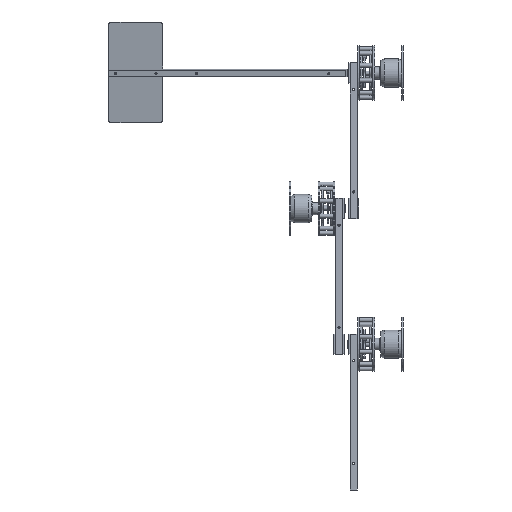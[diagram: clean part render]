
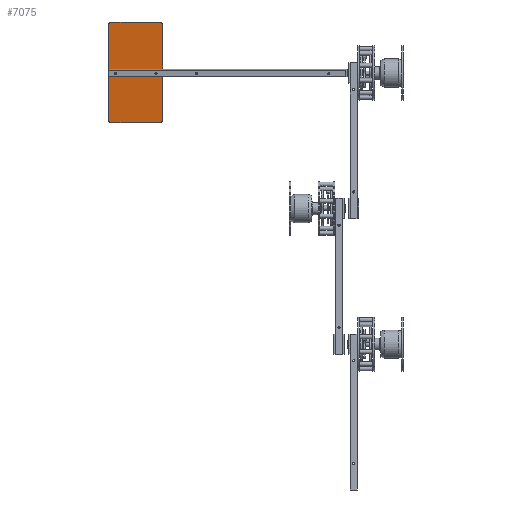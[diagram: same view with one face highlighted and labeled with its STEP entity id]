
A CAD part, front view. The second image highlights one B-rep face of the part: STEP entity #7075.
In plain terms, the highlighted face is planar.
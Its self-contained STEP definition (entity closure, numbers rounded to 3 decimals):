
#781=FACE_BOUND('',#1933,.T.);
#782=FACE_BOUND('',#1934,.T.);
#954=PLANE('',#8140);
#1325=FACE_OUTER_BOUND('',#1932,.T.);
#1932=EDGE_LOOP('',(#6538,#6539,#6540,#6541,#6542,#6543,#6544,#6545));
#1933=EDGE_LOOP('',(#6546));
#1934=EDGE_LOOP('',(#6547));
#2422=LINE('',#14481,#2921);
#2428=LINE('',#14496,#2927);
#2432=LINE('',#14510,#2931);
#2433=LINE('',#14512,#2932);
#2921=VECTOR('',#10317,10.);
#2927=VECTOR('',#10333,10.);
#2931=VECTOR('',#10351,10.);
#2932=VECTOR('',#10354,10.);
#3291=CIRCLE('',#8118,5.);
#3298=CIRCLE('',#8128,5.);
#3299=CIRCLE('',#8130,5.);
#3300=CIRCLE('',#8133,5.);
#3301=CIRCLE('',#8135,1.6);
#3302=CIRCLE('',#8137,1.6);
#3849=VERTEX_POINT('',#14453);
#3850=VERTEX_POINT('',#14454);
#3861=VERTEX_POINT('',#14480);
#3862=VERTEX_POINT('',#14484);
#3863=VERTEX_POINT('',#14488);
#3864=VERTEX_POINT('',#14489);
#3865=VERTEX_POINT('',#14494);
#3866=VERTEX_POINT('',#14498);
#3867=VERTEX_POINT('',#14502);
#3868=VERTEX_POINT('',#14506);
#4732=EDGE_CURVE('',#3849,#3850,#3291,.T.);
#4745=EDGE_CURVE('',#3861,#3850,#2422,.T.);
#4747=EDGE_CURVE('',#3861,#3862,#3298,.T.);
#4749=EDGE_CURVE('',#3863,#3864,#3299,.T.);
#4753=EDGE_CURVE('',#3863,#3865,#2428,.T.);
#4754=EDGE_CURVE('',#3866,#3865,#3300,.T.);
#4756=EDGE_CURVE('',#3867,#3867,#3301,.T.);
#4758=EDGE_CURVE('',#3868,#3868,#3302,.T.);
#4760=EDGE_CURVE('',#3849,#3864,#2432,.T.);
#4761=EDGE_CURVE('',#3866,#3862,#2433,.T.);
#6538=ORIENTED_EDGE('',*,*,#4732,.F.);
#6539=ORIENTED_EDGE('',*,*,#4760,.T.);
#6540=ORIENTED_EDGE('',*,*,#4749,.F.);
#6541=ORIENTED_EDGE('',*,*,#4753,.T.);
#6542=ORIENTED_EDGE('',*,*,#4754,.F.);
#6543=ORIENTED_EDGE('',*,*,#4761,.T.);
#6544=ORIENTED_EDGE('',*,*,#4747,.F.);
#6545=ORIENTED_EDGE('',*,*,#4745,.T.);
#6546=ORIENTED_EDGE('',*,*,#4758,.T.);
#6547=ORIENTED_EDGE('',*,*,#4756,.T.);
#7075=ADVANCED_FACE('',(#1325,#781,#782),#954,.T.);
#8118=AXIS2_PLACEMENT_3D('',#14455,#10293,#10294);
#8128=AXIS2_PLACEMENT_3D('',#14485,#10321,#10322);
#8130=AXIS2_PLACEMENT_3D('',#14490,#10326,#10327);
#8133=AXIS2_PLACEMENT_3D('',#14499,#10336,#10337);
#8135=AXIS2_PLACEMENT_3D('',#14503,#10341,#10342);
#8137=AXIS2_PLACEMENT_3D('',#14507,#10346,#10347);
#8140=AXIS2_PLACEMENT_3D('',#14513,#10355,#10356);
#10293=DIRECTION('center_axis',(0.,0.,-1.));
#10294=DIRECTION('ref_axis',(0.707,0.707,0.));
#10317=DIRECTION('',(0.,1.,0.));
#10321=DIRECTION('center_axis',(0.,0.,-1.));
#10322=DIRECTION('ref_axis',(0.707,-0.707,0.));
#10326=DIRECTION('center_axis',(0.,0.,-1.));
#10327=DIRECTION('ref_axis',(-0.707,0.707,0.));
#10333=DIRECTION('',(0.,-1.,0.));
#10336=DIRECTION('center_axis',(0.,0.,-1.));
#10337=DIRECTION('ref_axis',(-0.707,-0.707,0.));
#10341=DIRECTION('center_axis',(0.,0.,-1.));
#10342=DIRECTION('ref_axis',(1.,0.,0.));
#10346=DIRECTION('center_axis',(0.,0.,-1.));
#10347=DIRECTION('ref_axis',(1.,0.,0.));
#10351=DIRECTION('',(-1.,0.,0.));
#10354=DIRECTION('',(1.,0.,0.));
#10355=DIRECTION('center_axis',(0.,0.,1.));
#10356=DIRECTION('ref_axis',(1.,0.,0.));
#14453=CARTESIAN_POINT('',(145.,80.,2.5));
#14454=CARTESIAN_POINT('',(150.,75.,2.5));
#14455=CARTESIAN_POINT('Origin',(145.,75.,2.5));
#14480=CARTESIAN_POINT('',(150.,5.,2.5));
#14481=CARTESIAN_POINT('',(150.,0.,2.5));
#14484=CARTESIAN_POINT('',(145.,0.,2.5));
#14485=CARTESIAN_POINT('Origin',(145.,5.,2.5));
#14488=CARTESIAN_POINT('',(0.,75.,2.5));
#14489=CARTESIAN_POINT('',(5.,80.,2.5));
#14490=CARTESIAN_POINT('Origin',(5.,75.,2.5));
#14494=CARTESIAN_POINT('',(0.,5.,2.5));
#14496=CARTESIAN_POINT('',(0.,80.,2.5));
#14498=CARTESIAN_POINT('',(5.,0.,2.5));
#14499=CARTESIAN_POINT('Origin',(5.,5.,2.5));
#14502=CARTESIAN_POINT('',(73.4,70.,2.5));
#14503=CARTESIAN_POINT('Origin',(75.,70.,2.5));
#14506=CARTESIAN_POINT('',(73.4,10.,2.5));
#14507=CARTESIAN_POINT('Origin',(75.,10.,2.5));
#14510=CARTESIAN_POINT('',(150.,80.,2.5));
#14512=CARTESIAN_POINT('',(0.,0.,2.5));
#14513=CARTESIAN_POINT('Origin',(75.,40.,2.5));
